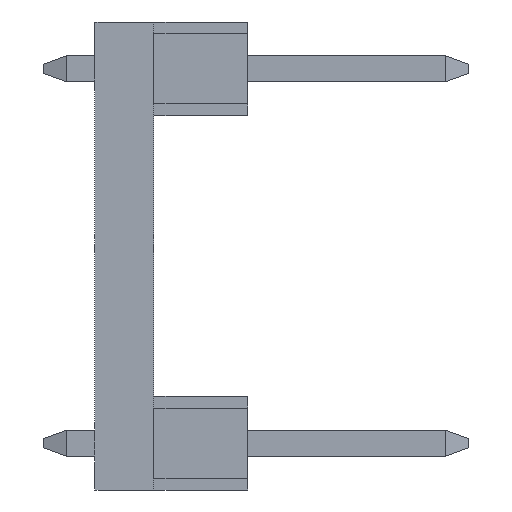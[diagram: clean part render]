
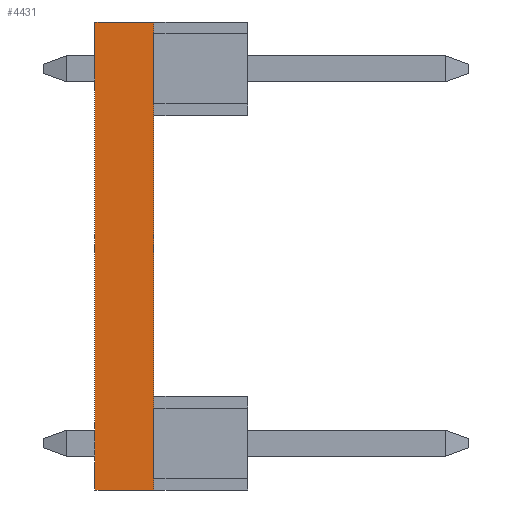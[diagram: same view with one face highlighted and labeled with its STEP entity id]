
A CAD part, left-side view. The second image highlights one B-rep face of the part: STEP entity #4431.
In plain terms, the highlighted planar face has unit normal (-1, 0, 0).
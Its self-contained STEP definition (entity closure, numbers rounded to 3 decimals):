
#78 = EDGE_CURVE ( 'NONE', #377, #3420, #1933, .T. ) ;
#85 = EDGE_LOOP ( 'NONE', ( #5318, #2166, #2644, #3070 ) ) ;
#296 = CARTESIAN_POINT ( 'NONE',  ( -7.62, 0.8, 6.35 ) ) ;
#377 = VERTEX_POINT ( 'NONE', #2313 ) ;
#751 = DIRECTION ( 'NONE',  ( 1., 0., 0. ) ) ;
#782 = CARTESIAN_POINT ( 'NONE',  ( -7.62, 0.8, 6.35 ) ) ;
#1349 = VERTEX_POINT ( 'NONE', #5120 ) ;
#1485 = EDGE_CURVE ( 'NONE', #377, #1349, #1767, .T. ) ;
#1532 = VECTOR ( 'NONE', #4480, 1000. ) ;
#1767 = LINE ( 'NONE', #5178, #5416 ) ;
#1933 = LINE ( 'NONE', #5422, #2998 ) ;
#2084 = CARTESIAN_POINT ( 'NONE',  ( -7.62, -0.8, 6.35 ) ) ;
#2166 = ORIENTED_EDGE ( 'NONE', *, *, #4585, .F. ) ;
#2313 = CARTESIAN_POINT ( 'NONE',  ( -7.62, 0.8, -6.35 ) ) ;
#2537 = AXIS2_PLACEMENT_3D ( 'NONE', #296, #751, #3939 ) ;
#2539 = DIRECTION ( 'NONE',  ( 0., 0., 1. ) ) ;
#2644 = ORIENTED_EDGE ( 'NONE', *, *, #78, .F. ) ;
#2733 = LINE ( 'NONE', #4935, #1532 ) ;
#2829 = VECTOR ( 'NONE', #2539, 1000. ) ;
#2847 = EDGE_CURVE ( 'NONE', #1349, #5008, #4056, .T. ) ;
#2998 = VECTOR ( 'NONE', #4072, 1000. ) ;
#3061 = CARTESIAN_POINT ( 'NONE',  ( -7.62, -0.8, 6.35 ) ) ;
#3070 = ORIENTED_EDGE ( 'NONE', *, *, #1485, .T. ) ;
#3420 = VERTEX_POINT ( 'NONE', #782 ) ;
#3939 = DIRECTION ( 'NONE',  ( 0., 1., 0. ) ) ;
#4056 = LINE ( 'NONE', #2084, #2829 ) ;
#4072 = DIRECTION ( 'NONE',  ( 0., 0., 1. ) ) ;
#4431 = ADVANCED_FACE ( 'NONE', ( #5898 ), #5772, .F. ) ;
#4480 = DIRECTION ( 'NONE',  ( 0., -1., 0. ) ) ;
#4585 = EDGE_CURVE ( 'NONE', #3420, #5008, #2733, .T. ) ;
#4935 = CARTESIAN_POINT ( 'NONE',  ( -7.62, 0.8, 6.35 ) ) ;
#5008 = VERTEX_POINT ( 'NONE', #3061 ) ;
#5120 = CARTESIAN_POINT ( 'NONE',  ( -7.62, -0.8, -6.35 ) ) ;
#5178 = CARTESIAN_POINT ( 'NONE',  ( -7.62, 0.8, -6.35 ) ) ;
#5318 = ORIENTED_EDGE ( 'NONE', *, *, #2847, .T. ) ;
#5416 = VECTOR ( 'NONE', #5684, 1000. ) ;
#5422 = CARTESIAN_POINT ( 'NONE',  ( -7.62, 0.8, 6.35 ) ) ;
#5684 = DIRECTION ( 'NONE',  ( 0., -1., 0. ) ) ;
#5772 = PLANE ( 'NONE',  #2537 ) ;
#5898 = FACE_OUTER_BOUND ( 'NONE', #85, .T. ) ;
